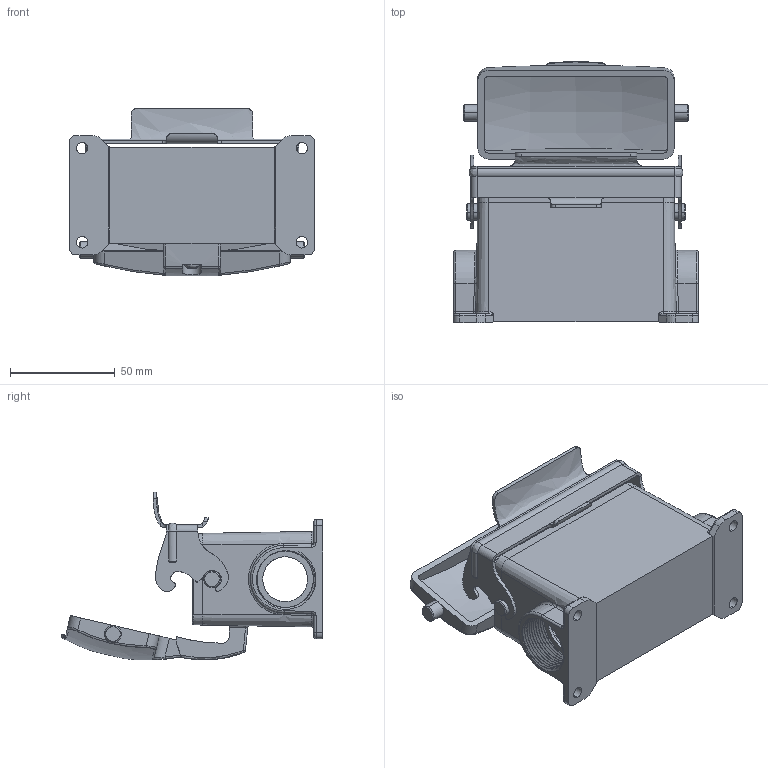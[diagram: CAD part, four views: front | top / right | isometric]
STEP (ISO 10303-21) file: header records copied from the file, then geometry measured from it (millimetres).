
FILE_DESCRIPTION (( 'STEP AP214' ), '1' );
FILE_NAME ('ZP-MC16B-2-SSM21C.step', '2015-08-12T18:07:26', ( '' ), ( '' ), 'SwSTEP 2.0', 'SolidWorks 2014', '' );
FILE_SCHEMA (( 'AUTOMOTIVE_DESIGN' ));
Length unit declared in the file: millimetre
Products named in the file (1): ZP-MC16B-2-SSM21C
Bounding box: 117 x 125.02 x 80.1 mm (x, y, z)
Volume: 142789 mm3; surface area: 72132.6 mm2
Topology: 3 solids, 3 shells, 432 faces, 1100 edges, 679 vertices
Faces by surface type: cylinder 163, plane 146, bspline 61, torus 29, cone 25, sphere 8
Entity records: 21921 total; most frequent: CARTESIAN_POINT 9017, ORIENTED_EDGE 2192, DIRECTION 1871, EDGE_CURVE 1096, AXIS2_PLACEMENT_3D 694, VERTEX_POINT 679, VECTOR 483, LINE 483
